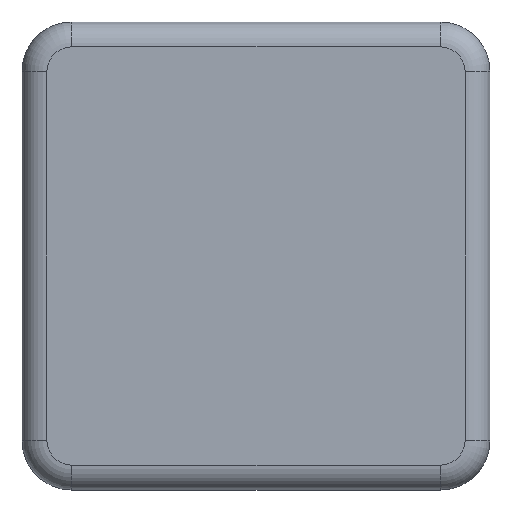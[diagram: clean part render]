
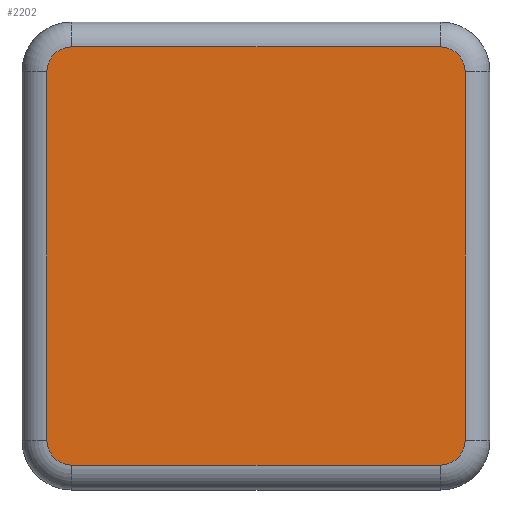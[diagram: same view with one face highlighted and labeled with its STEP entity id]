
A CAD part, front view. The second image highlights one B-rep face of the part: STEP entity #2202.
In plain terms, the highlighted planar face has unit normal (0, -1, 0).
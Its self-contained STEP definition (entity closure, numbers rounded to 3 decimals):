
#106 = EDGE_CURVE ( 'NONE', #1826, #2823, #2769, .T. ) ;
#170 = LINE ( 'NONE', #1149, #1734 ) ;
#223 = VERTEX_POINT ( 'NONE', #250 ) ;
#250 = CARTESIAN_POINT ( 'NONE',  ( 42., 0., 37. ) ) ;
#266 = AXIS2_PLACEMENT_3D ( 'NONE', #3319, #2809, #2303 ) ;
#302 = EDGE_CURVE ( 'NONE', #2823, #1657, #1310, .T. ) ;
#317 = CARTESIAN_POINT ( 'NONE',  ( -37., 0., -37. ) ) ;
#326 = CIRCLE ( 'NONE', #2234, 5. ) ;
#367 = CARTESIAN_POINT ( 'NONE',  ( 37., 0., 42. ) ) ;
#403 = EDGE_CURVE ( 'NONE', #223, #2477, #1316, .T. ) ;
#426 = AXIS2_PLACEMENT_3D ( 'NONE', #1123, #2341, #1330 ) ;
#469 = EDGE_CURVE ( 'NONE', #538, #2157, #170, .T. ) ;
#525 = CARTESIAN_POINT ( 'NONE',  ( -37., 0., 42. ) ) ;
#538 = VERTEX_POINT ( 'NONE', #1496 ) ;
#581 = DIRECTION ( 'NONE',  ( 0., -1., 0. ) ) ;
#764 = FACE_OUTER_BOUND ( 'NONE', #2543, .T. ) ;
#974 = CARTESIAN_POINT ( 'NONE',  ( 37., 0., -37. ) ) ;
#1043 = VECTOR ( 'NONE', #2655, 1000. ) ;
#1051 = CARTESIAN_POINT ( 'NONE',  ( -42., 0., -37. ) ) ;
#1061 = VERTEX_POINT ( 'NONE', #3046 ) ;
#1070 = ORIENTED_EDGE ( 'NONE', *, *, #469, .T. ) ;
#1123 = CARTESIAN_POINT ( 'NONE',  ( -37., 0., 37. ) ) ;
#1149 = CARTESIAN_POINT ( 'NONE',  ( 37., 0., -42. ) ) ;
#1150 = AXIS2_PLACEMENT_3D ( 'NONE', #2626, #2110, #3144 ) ;
#1199 = AXIS2_PLACEMENT_3D ( 'NONE', #317, #581, #1634 ) ;
#1274 = EDGE_CURVE ( 'NONE', #1657, #538, #3147, .T. ) ;
#1310 = LINE ( 'NONE', #1051, #2181 ) ;
#1316 = CIRCLE ( 'NONE', #1150, 5. ) ;
#1330 = DIRECTION ( 'NONE',  ( 0., 0., -1. ) ) ;
#1496 = CARTESIAN_POINT ( 'NONE',  ( -37., 0., -42. ) ) ;
#1525 = ORIENTED_EDGE ( 'NONE', *, *, #302, .T. ) ;
#1617 = CARTESIAN_POINT ( 'NONE',  ( 42., 0., 37. ) ) ;
#1634 = DIRECTION ( 'NONE',  ( 0., 0., -1. ) ) ;
#1657 = VERTEX_POINT ( 'NONE', #2213 ) ;
#1660 = CARTESIAN_POINT ( 'NONE',  ( -42., 0., 37. ) ) ;
#1673 = ORIENTED_EDGE ( 'NONE', *, *, #1274, .T. ) ;
#1677 = LINE ( 'NONE', #1617, #1043 ) ;
#1734 = VECTOR ( 'NONE', #3200, 1000. ) ;
#1826 = VERTEX_POINT ( 'NONE', #525 ) ;
#2110 = DIRECTION ( 'NONE',  ( 0., -1., 0. ) ) ;
#2114 = LINE ( 'NONE', #2940, #2128 ) ;
#2128 = VECTOR ( 'NONE', #2890, 1000. ) ;
#2157 = VERTEX_POINT ( 'NONE', #2287 ) ;
#2181 = VECTOR ( 'NONE', #2770, 1000. ) ;
#2202 = ADVANCED_FACE ( 'NONE', ( #764 ), #2844, .T. ) ;
#2213 = CARTESIAN_POINT ( 'NONE',  ( -42., 0., -37. ) ) ;
#2234 = AXIS2_PLACEMENT_3D ( 'NONE', #974, #2857, #3044 ) ;
#2260 = ORIENTED_EDGE ( 'NONE', *, *, #3074, .T. ) ;
#2287 = CARTESIAN_POINT ( 'NONE',  ( 37., 0., -42. ) ) ;
#2303 = DIRECTION ( 'NONE',  ( 0., 0., -1. ) ) ;
#2341 = DIRECTION ( 'NONE',  ( 0., -1., 0. ) ) ;
#2477 = VERTEX_POINT ( 'NONE', #367 ) ;
#2543 = EDGE_LOOP ( 'NONE', ( #1525, #1673, #1070, #2854, #2547, #3253, #2260, #2553 ) ) ;
#2547 = ORIENTED_EDGE ( 'NONE', *, *, #2741, .T. ) ;
#2553 = ORIENTED_EDGE ( 'NONE', *, *, #106, .T. ) ;
#2626 = CARTESIAN_POINT ( 'NONE',  ( 37., 0., 37. ) ) ;
#2655 = DIRECTION ( 'NONE',  ( 0., 0., 1. ) ) ;
#2741 = EDGE_CURVE ( 'NONE', #1061, #223, #1677, .T. ) ;
#2769 = CIRCLE ( 'NONE', #426, 5. ) ;
#2770 = DIRECTION ( 'NONE',  ( 0., 0., -1. ) ) ;
#2809 = DIRECTION ( 'NONE',  ( 0., -1., 0. ) ) ;
#2823 = VERTEX_POINT ( 'NONE', #1660 ) ;
#2844 = PLANE ( 'NONE',  #266 ) ;
#2854 = ORIENTED_EDGE ( 'NONE', *, *, #3337, .T. ) ;
#2857 = DIRECTION ( 'NONE',  ( 0., -1., 0. ) ) ;
#2890 = DIRECTION ( 'NONE',  ( -1., 0., 0. ) ) ;
#2940 = CARTESIAN_POINT ( 'NONE',  ( -37., 0., 42. ) ) ;
#3044 = DIRECTION ( 'NONE',  ( 0., 0., -1. ) ) ;
#3046 = CARTESIAN_POINT ( 'NONE',  ( 42., 0., -37. ) ) ;
#3074 = EDGE_CURVE ( 'NONE', #2477, #1826, #2114, .T. ) ;
#3144 = DIRECTION ( 'NONE',  ( 0., 0., -1. ) ) ;
#3147 = CIRCLE ( 'NONE', #1199, 5. ) ;
#3200 = DIRECTION ( 'NONE',  ( 1., 0., 0. ) ) ;
#3253 = ORIENTED_EDGE ( 'NONE', *, *, #403, .T. ) ;
#3319 = CARTESIAN_POINT ( 'NONE',  ( -37., 0., 37. ) ) ;
#3337 = EDGE_CURVE ( 'NONE', #2157, #1061, #326, .T. ) ;
